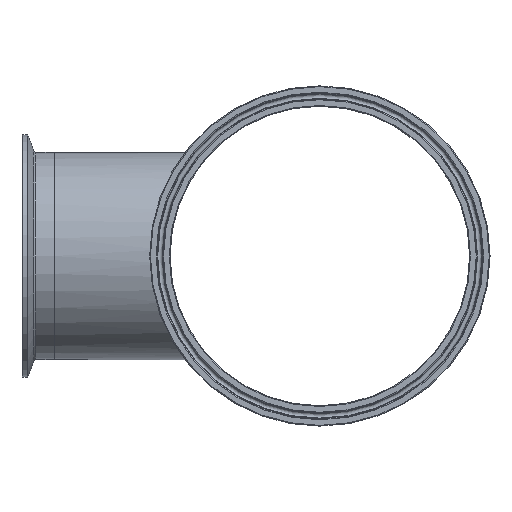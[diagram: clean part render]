
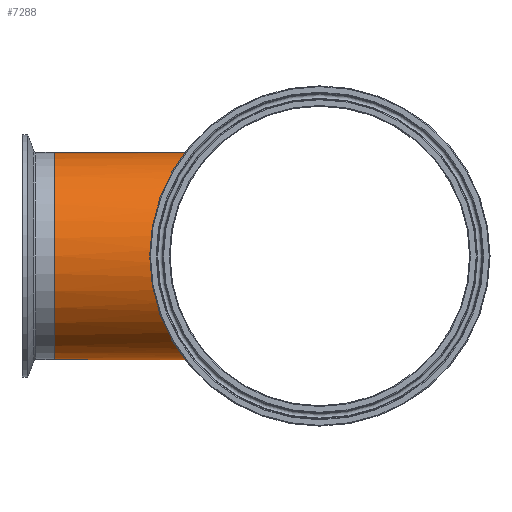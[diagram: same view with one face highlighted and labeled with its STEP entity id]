
A CAD part, left-side view. The second image highlights one B-rep face of the part: STEP entity #7288.
In plain terms, the highlighted cylindrical face has radius 50.8 mm (diameter 101.6 mm), a full revolution.
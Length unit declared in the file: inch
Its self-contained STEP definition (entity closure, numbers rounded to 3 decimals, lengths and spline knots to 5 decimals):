
#321=FACE_BOUND('',#1931,.T.);
#465=CIRCLE('',#7691,2.);
#844=B_SPLINE_CURVE_WITH_KNOTS('',3,(#15729,#15730,#15731,#15732,#15733,
#15734,#15735,#15736,#15737,#15738,#15739,#15740,#15741,#15742,#15743,#15744,
#15745,#15746,#15747,#15748,#15749,#15750,#15751,#15752,#15753,#15754,#15755),
 .UNSPECIFIED.,.T.,.F.,(4,1,1,1,1,1,1,1,1,1,1,1,1,1,1,1,1,1,1,1,1,1,1,1,
4),(0.,1.13896,2.27791,4.55583,5.69478,
6.83374,7.9727,9.11165,10.63026,12.14887,
13.66748,15.18609,15.9454,16.7047,18.22331,
19.74192,21.26053,22.77914,24.29775,25.81635,
27.33496,29.61288,30.18236,30.75183,31.89079),
 .UNSPECIFIED.);
#1418=FACE_OUTER_BOUND('',#1930,.T.);
#1930=EDGE_LOOP('',(#6733));
#1931=EDGE_LOOP('',(#6734));
#3600=VERTEX_POINT('',#15482);
#3637=VERTEX_POINT('',#15727);
#4635=EDGE_CURVE('',#3600,#3600,#465,.T.);
#4673=EDGE_CURVE('',#3637,#3637,#844,.T.);
#6733=ORIENTED_EDGE('',*,*,#4635,.T.);
#6734=ORIENTED_EDGE('',*,*,#4673,.F.);
#6793=CYLINDRICAL_SURFACE('',#7765,2.);
#7288=ADVANCED_FACE('',(#1418,#321),#6793,.T.);
#7691=AXIS2_PLACEMENT_3D('',#15483,#9033,#9034);
#7765=AXIS2_PLACEMENT_3D('',#15756,#9181,#9182);
#9033=DIRECTION('center_axis',(0.,-1.,0.));
#9034=DIRECTION('ref_axis',(1.,0.,0.));
#9181=DIRECTION('center_axis',(0.,-1.,0.));
#9182=DIRECTION('ref_axis',(1.,0.,0.));
#15482=CARTESIAN_POINT('',(-2.,5.125,0.));
#15483=CARTESIAN_POINT('Origin',(0.,5.125,0.));
#15727=CARTESIAN_POINT('',(0.,2.26385,2.));
#15729=CARTESIAN_POINT('Ctrl Pts',(0.00001,2.26379,
2.00003));
#15730=CARTESIAN_POINT('Ctrl Pts',(-0.15495,2.26377,
2.00004));
#15731=CARTESIAN_POINT('Ctrl Pts',(-0.465,2.299,
1.96335));
#15732=CARTESIAN_POINT('Ctrl Pts',(-1.02932,2.47751,1.75839));
#15733=CARTESIAN_POINT('Ctrl Pts',(-1.4864,2.7278,1.39256));
#15734=CARTESIAN_POINT('Ctrl Pts',(-1.80734,2.93072,0.89524));
#15735=CARTESIAN_POINT('Ctrl Pts',(-1.96345,3.03708,0.46501));
#15736=CARTESIAN_POINT('Ctrl Pts',(-2.01831,3.07522,0.00009));
#15737=CARTESIAN_POINT('Ctrl Pts',(-1.95738,3.03283,-0.51699));
#15738=CARTESIAN_POINT('Ctrl Pts',(-1.74579,2.88906,-1.0347));
#15739=CARTESIAN_POINT('Ctrl Pts',(-1.37529,2.66323,-1.48966));
#15740=CARTESIAN_POINT('Ctrl Pts',(-0.89601,2.42771,-1.82029));
#15741=CARTESIAN_POINT('Ctrl Pts',(-0.41376,2.28673,
-1.97574));
#15742=CARTESIAN_POINT('Ctrl Pts',(-0.00003,2.25622,
-2.00809));
#15743=CARTESIAN_POINT('Ctrl Pts',(0.41381,2.28673,-1.97575));
#15744=CARTESIAN_POINT('Ctrl Pts',(0.89602,2.4277,-1.82025));
#15745=CARTESIAN_POINT('Ctrl Pts',(1.37534,2.66328,-1.48968));
#15746=CARTESIAN_POINT('Ctrl Pts',(1.74572,2.889,-1.03465));
#15747=CARTESIAN_POINT('Ctrl Pts',(1.97682,3.04599,-0.46996));
#15748=CARTESIAN_POINT('Ctrl Pts',(2.02662,3.0813,0.15873));
#15749=CARTESIAN_POINT('Ctrl Pts',(1.88129,2.97962,0.7644));
#15750=CARTESIAN_POINT('Ctrl Pts',(1.52449,2.74835,1.36236));
#15751=CARTESIAN_POINT('Ctrl Pts',(1.08639,2.50894,1.71256));
#15752=CARTESIAN_POINT('Ctrl Pts',(0.67672,2.36584,1.88654));
#15753=CARTESIAN_POINT('Ctrl Pts',(0.38731,2.29031,1.97246));
#15754=CARTESIAN_POINT('Ctrl Pts',(0.15497,2.26382,2.00001));
#15755=CARTESIAN_POINT('Ctrl Pts',(0.00001,2.26379,
2.00003));
#15756=CARTESIAN_POINT('Origin',(0.,5.125,0.));
